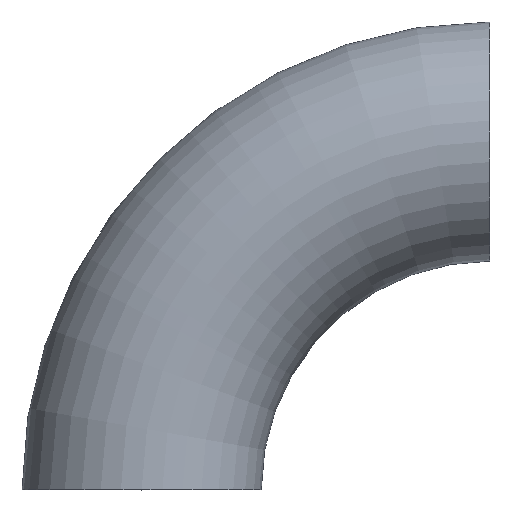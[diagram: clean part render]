
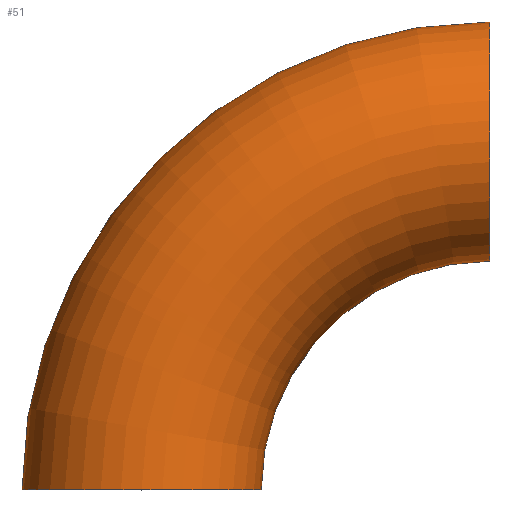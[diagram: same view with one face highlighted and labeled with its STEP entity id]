
A CAD part, top view. The second image highlights one B-rep face of the part: STEP entity #51.
In plain terms, the highlighted toroidal (fillet/blend) face has major radius 300 mm and minor radius 103 mm.
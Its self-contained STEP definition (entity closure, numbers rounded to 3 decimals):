
#1 = CIRCLE ( 'NONE', #248, 103. ) ;
#7 = DIRECTION ( 'NONE',  ( 1., 0., 0. ) ) ;
#28 = FACE_OUTER_BOUND ( 'NONE', #198, .T. ) ;
#35 = CIRCLE ( 'NONE', #213, 197. ) ;
#38 = CARTESIAN_POINT ( 'NONE',  ( 300., 300., 0. ) ) ;
#40 = DIRECTION ( 'NONE',  ( 1., 0., 0. ) ) ;
#42 = VERTEX_POINT ( 'NONE', #163 ) ;
#48 = VERTEX_POINT ( 'NONE', #202 ) ;
#51 = ADVANCED_FACE ( 'NONE', ( #28 ), #139, .T. ) ;
#54 = EDGE_CURVE ( 'NONE', #145, #217, #141, .T. ) ;
#57 = ORIENTED_EDGE ( 'NONE', *, *, #95, .T. ) ;
#60 = DIRECTION ( 'NONE',  ( 1., 0., 0. ) ) ;
#63 = DIRECTION ( 'NONE',  ( 0., 0., 1. ) ) ;
#65 = EDGE_CURVE ( 'NONE', #217, #48, #35, .T. ) ;
#68 = ORIENTED_EDGE ( 'NONE', *, *, #54, .F. ) ;
#73 = AXIS2_PLACEMENT_3D ( 'NONE', #82, #144, #60 ) ;
#82 = CARTESIAN_POINT ( 'NONE',  ( 300., 0., 0. ) ) ;
#83 = CARTESIAN_POINT ( 'NONE',  ( 300., 0., 0. ) ) ;
#90 = DIRECTION ( 'NONE',  ( 0., 0., 1. ) ) ;
#95 = EDGE_CURVE ( 'NONE', #145, #42, #158, .T. ) ;
#104 = DIRECTION ( 'NONE',  ( 0., 0., 1. ) ) ;
#139 = TOROIDAL_SURFACE ( 'NONE', #218, 300., 103. ) ;
#141 = CIRCLE ( 'NONE', #229, 103. ) ;
#144 = DIRECTION ( 'NONE',  ( 0., 0., 1. ) ) ;
#145 = VERTEX_POINT ( 'NONE', #205 ) ;
#148 = DIRECTION ( 'NONE',  ( 1., 0., 0. ) ) ;
#158 = CIRCLE ( 'NONE', #73, 403. ) ;
#163 = CARTESIAN_POINT ( 'NONE',  ( -103., 0., 0. ) ) ;
#171 = DIRECTION ( 'NONE',  ( 0., 1., 0. ) ) ;
#192 = ORIENTED_EDGE ( 'NONE', *, *, #253, .T. ) ;
#198 = EDGE_LOOP ( 'NONE', ( #68, #57, #192, #209 ) ) ;
#202 = CARTESIAN_POINT ( 'NONE',  ( 103., 0., 0. ) ) ;
#205 = CARTESIAN_POINT ( 'NONE',  ( 300., 403., 0. ) ) ;
#209 = ORIENTED_EDGE ( 'NONE', *, *, #65, .F. ) ;
#211 = CARTESIAN_POINT ( 'NONE',  ( 300., 197., 0. ) ) ;
#213 = AXIS2_PLACEMENT_3D ( 'NONE', #241, #63, #40 ) ;
#217 = VERTEX_POINT ( 'NONE', #211 ) ;
#218 = AXIS2_PLACEMENT_3D ( 'NONE', #83, #104, #7 ) ;
#229 = AXIS2_PLACEMENT_3D ( 'NONE', #38, #148, #244 ) ;
#241 = CARTESIAN_POINT ( 'NONE',  ( 300., 0., 0. ) ) ;
#244 = DIRECTION ( 'NONE',  ( 0., 0., 1. ) ) ;
#247 = CARTESIAN_POINT ( 'NONE',  ( 0., 0., 0. ) ) ;
#248 = AXIS2_PLACEMENT_3D ( 'NONE', #247, #171, #90 ) ;
#253 = EDGE_CURVE ( 'NONE', #42, #48, #1, .T. ) ;
